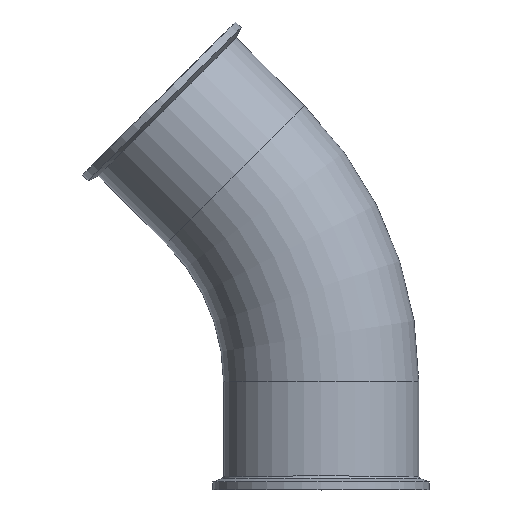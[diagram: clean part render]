
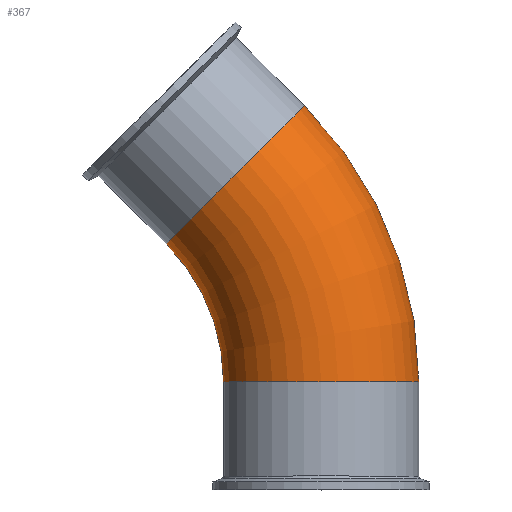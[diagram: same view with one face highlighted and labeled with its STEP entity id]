
A CAD part, top view. The second image highlights one B-rep face of the part: STEP entity #367.
In plain terms, the highlighted toroidal (fillet/blend) face has major radius 209.7 mm and minor radius 69.9 mm.
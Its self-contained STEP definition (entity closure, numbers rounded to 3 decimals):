
#81=FACE_OUTER_BOUND('',#108,.T.);
#108=EDGE_LOOP('',(#332,#333,#334,#335,#336,#337));
#140=CIRCLE('',#435,69.9);
#141=CIRCLE('',#436,69.9);
#146=CIRCLE('',#447,69.9);
#147=CIRCLE('',#448,69.9);
#148=CIRCLE('',#450,139.8);
#176=VERTEX_POINT('',#673);
#177=VERTEX_POINT('',#674);
#180=VERTEX_POINT('',#693);
#181=VERTEX_POINT('',#695);
#220=EDGE_CURVE('',#176,#177,#140,.T.);
#221=EDGE_CURVE('',#177,#176,#141,.T.);
#231=EDGE_CURVE('',#180,#181,#146,.T.);
#232=EDGE_CURVE('',#181,#180,#147,.T.);
#233=EDGE_CURVE('',#181,#176,#148,.T.);
#332=ORIENTED_EDGE('',*,*,#232,.F.);
#333=ORIENTED_EDGE('',*,*,#233,.T.);
#334=ORIENTED_EDGE('',*,*,#220,.T.);
#335=ORIENTED_EDGE('',*,*,#221,.T.);
#336=ORIENTED_EDGE('',*,*,#233,.F.);
#337=ORIENTED_EDGE('',*,*,#231,.F.);
#344=TOROIDAL_SURFACE('',#449,209.7,69.9);
#367=ADVANCED_FACE('',(#81),#344,.T.);
#435=AXIS2_PLACEMENT_3D('',#675,#554,#555);
#436=AXIS2_PLACEMENT_3D('',#676,#556,#557);
#447=AXIS2_PLACEMENT_3D('',#696,#583,#584);
#448=AXIS2_PLACEMENT_3D('',#697,#585,#586);
#449=AXIS2_PLACEMENT_3D('',#698,#587,#588);
#450=AXIS2_PLACEMENT_3D('',#699,#589,#590);
#554=DIRECTION('center_axis',(0.,1.,0.));
#555=DIRECTION('ref_axis',(-1.,0.,0.));
#556=DIRECTION('center_axis',(0.,1.,0.));
#557=DIRECTION('ref_axis',(-1.,0.,0.));
#583=DIRECTION('center_axis',(-0.707,0.707,0.));
#584=DIRECTION('ref_axis',(-0.707,-0.707,0.));
#585=DIRECTION('center_axis',(-0.707,0.707,0.));
#586=DIRECTION('ref_axis',(-0.707,-0.707,0.));
#587=DIRECTION('center_axis',(0.,0.,1.));
#588=DIRECTION('ref_axis',(1.,0.,0.));
#589=DIRECTION('center_axis',(0.,0.,-1.));
#590=DIRECTION('ref_axis',(1.,0.,0.));
#673=CARTESIAN_POINT('',(-69.9,-86.861,0.));
#674=CARTESIAN_POINT('',(69.9,-86.861,0.));
#675=CARTESIAN_POINT('Origin',(0.,-86.861,0.));
#676=CARTESIAN_POINT('Origin',(0.,-86.861,0.));
#693=CARTESIAN_POINT('',(-11.993,110.846,0.));
#695=CARTESIAN_POINT('',(-110.846,11.993,0.));
#696=CARTESIAN_POINT('Origin',(-61.42,61.42,0.));
#697=CARTESIAN_POINT('Origin',(-61.42,61.42,0.));
#698=CARTESIAN_POINT('Origin',(-209.7,-86.861,0.));
#699=CARTESIAN_POINT('Origin',(-209.7,-86.861,0.));
